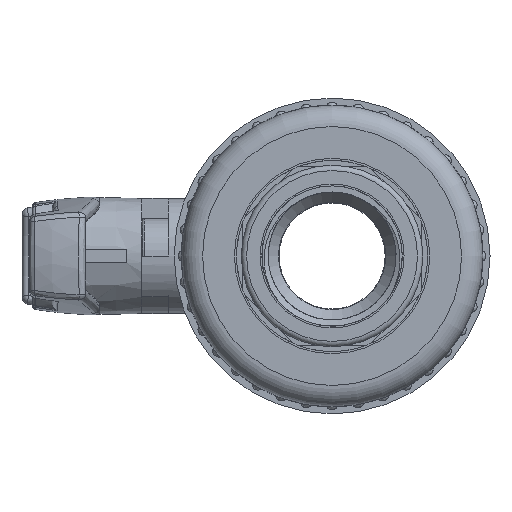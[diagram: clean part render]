
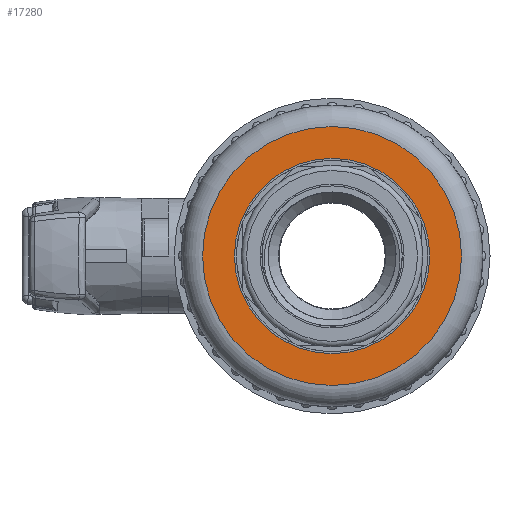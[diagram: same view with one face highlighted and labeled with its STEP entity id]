
A CAD part, left-side view. The second image highlights one B-rep face of the part: STEP entity #17280.
In plain terms, the highlighted planar face has unit normal (-1, 0, 0).
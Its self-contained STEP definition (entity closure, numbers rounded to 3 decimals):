
#556=FACE_BOUND('',#2632,.T.);
#800=PLANE('',#18885);
#1554=FACE_OUTER_BOUND('',#2631,.T.);
#2631=EDGE_LOOP('',(#14215));
#2632=EDGE_LOOP('',(#14216));
#3772=CIRCLE('',#18883,18.4);
#3773=CIRCLE('',#18886,24.4);
#7862=VERTEX_POINT('',#48954);
#7863=VERTEX_POINT('',#48959);
#10126=EDGE_CURVE('',#7862,#7862,#3772,.T.);
#10127=EDGE_CURVE('',#7863,#7863,#3773,.T.);
#14215=ORIENTED_EDGE('',*,*,#10127,.T.);
#14216=ORIENTED_EDGE('',*,*,#10126,.F.);
#17280=ADVANCED_FACE('',(#1554,#556),#800,.T.);
#18883=AXIS2_PLACEMENT_3D('',#48956,#22190,#22191);
#18885=AXIS2_PLACEMENT_3D('',#48958,#22194,#22195);
#18886=AXIS2_PLACEMENT_3D('',#48960,#22196,#22197);
#22190=DIRECTION('center_axis',(-1.,0.,0.));
#22191=DIRECTION('ref_axis',(0.,1.,0.));
#22194=DIRECTION('center_axis',(-1.,0.,0.));
#22195=DIRECTION('ref_axis',(0.,1.,0.));
#22196=DIRECTION('center_axis',(-1.,0.,0.));
#22197=DIRECTION('ref_axis',(0.,1.,0.));
#48954=CARTESIAN_POINT('',(-835.207,-19.65,0.));
#48956=CARTESIAN_POINT('Origin',(-835.207,-1.25,0.));
#48958=CARTESIAN_POINT('Origin',(-835.207,-1.25,0.));
#48959=CARTESIAN_POINT('',(-835.207,-25.65,0.));
#48960=CARTESIAN_POINT('Origin',(-835.207,-1.25,0.));
